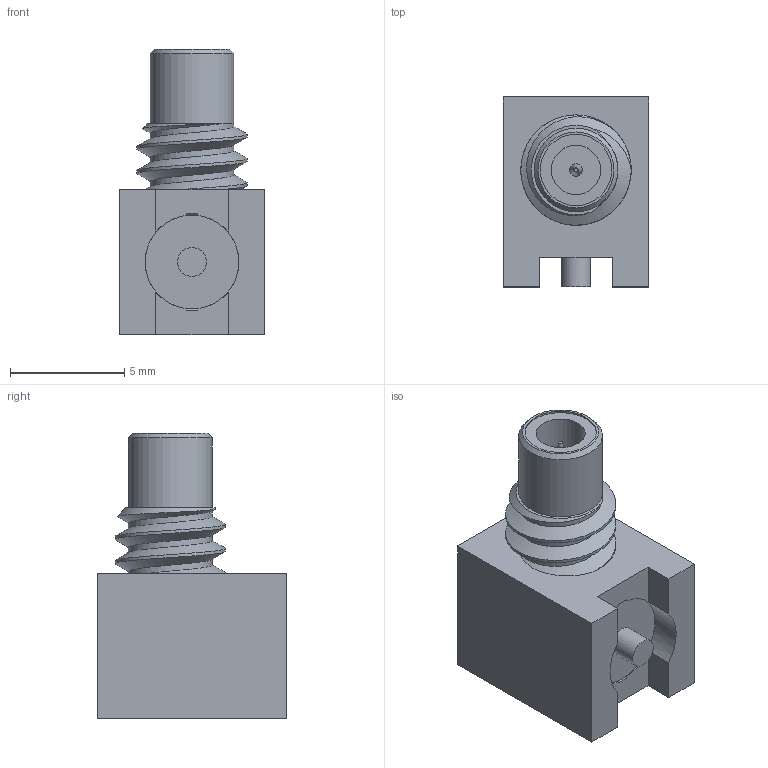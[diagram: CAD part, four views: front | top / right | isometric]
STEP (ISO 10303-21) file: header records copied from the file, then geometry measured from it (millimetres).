
FILE_DESCRIPTION (( 'STEP AP203' ), '1' );
FILE_NAME ('FMCN44122_3D.step', '2022-11-28T21:17:26', ( '' ), ( '' ), 'SwSTEP 2.0', 'SolidWorks 2021', '' );
FILE_SCHEMA (( 'CONFIG_CONTROL_DESIGN' ));
Length unit declared in the file: inch
Products named in the file (1): FMCN44122_3D
Bounding box: 6.35 x 8.3 x 12.47 mm (x, y, z)
Volume: 369.4 mm3; surface area: 423.1 mm2
Topology: 1 solids, 1 shells, 40 faces, 97 edges, 65 vertices
Faces by surface type: plane 26, cylinder 8, cone 3, bspline 3
Full cylindrical faces by diameter (mm): 0.533 x1, 1.27 x1, 2.159 x1, 3.119 x1, 3.658 x1
Entity records: 2427 total; most frequent: CARTESIAN_POINT 1464, ORIENTED_EDGE 176, DIRECTION 172, EDGE_CURVE 88, VERTEX_POINT 63, AXIS2_PLACEMENT_3D 60, EDGE_LOOP 53, VECTOR 52
